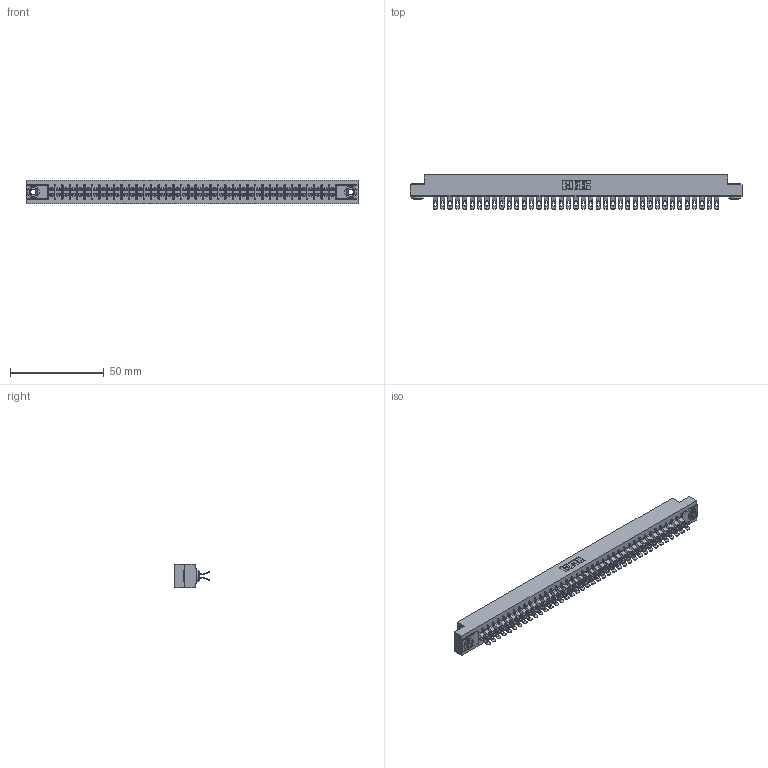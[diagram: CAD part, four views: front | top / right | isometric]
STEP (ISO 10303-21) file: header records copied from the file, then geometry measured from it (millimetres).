
FILE_DESCRIPTION (( 'STEP AP203' ), '1' );
FILE_NAME ('355-078-555-203.STEP', '2019-09-13T14:01:30', ( '' ), ( '' ), 'SwSTEP 2.0', 'SolidWorks 2016', '' );
FILE_SCHEMA (( 'CONFIG_CONTROL_DESIGN' ));
Length unit declared in the file: inch
Products named in the file (4): 345-250-002_345-250-002-102; 355-078-555-203; 305-290-001_555; 305 Part_.156 Dia
Assembly tree (81 placements, depth 2):
  355-078-555-203
    305 Part_.156 Dia
    305-290-001_555  x78
    345-250-002_345-250-002-102  x2
Bounding box: 177.55 x 18.41 x 12.7 mm (x, y, z)
Volume: 18729.8 mm3; surface area: 25491.4 mm2
Topology: 81 solids, 81 shells, 5316 faces, 15833 edges, 10342 vertices
Faces by surface type: plane 2588, cylinder 2564, sphere 156, cone 8
Entity records: 44281 total; most frequent: CARTESIAN_POINT 7326, ORIENTED_EDGE 7254, DIRECTION 7099, EDGE_CURVE 3627, LINE 2901, VECTOR 2901, VERTEX_POINT 2310, AXIS2_PLACEMENT_3D 2099
